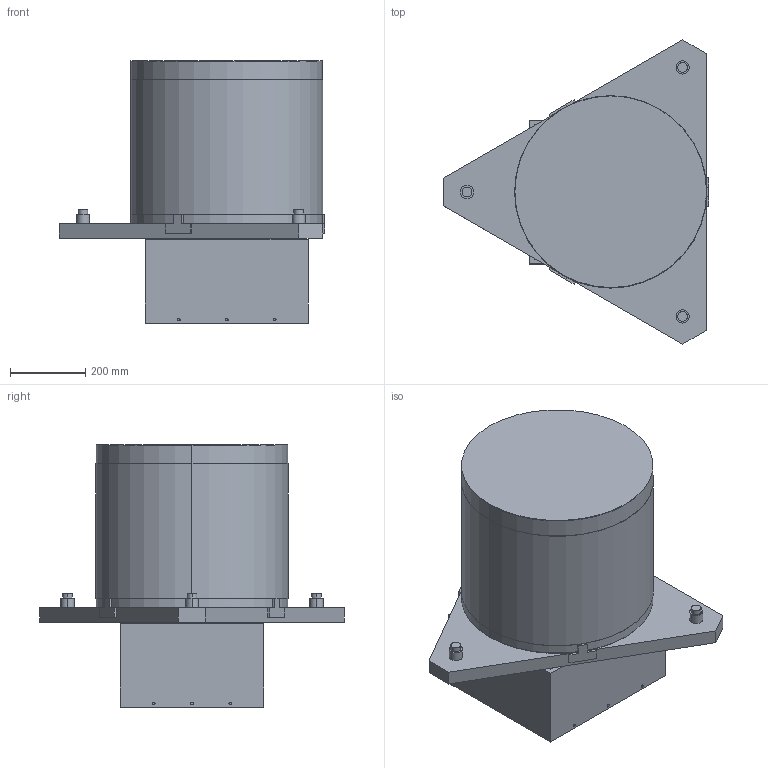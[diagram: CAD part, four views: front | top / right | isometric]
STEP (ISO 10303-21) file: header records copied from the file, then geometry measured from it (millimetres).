
FILE_DESCRIPTION(/* description */ ('STEP AP242','CAx-IF Rec.Pracs.---Representation and Presentation of Product Manufacturing Information (PMI)---4.0---2014-10-13','CAx-IF Rec.Pracs.---3D Tessellated Geometry---0.4---2014-09-14','2;1'),/* implementation_level */ '2;1');
FILE_NAME(/* name */ '66df0794e8380a19d1db6dba',/* time_stamp */ '2024-09-09T14:35:02Z',/* author */ (''),/* organization */ (''),/* preprocessor_version */ 'ST-DEVELOPER v20',/* originating_system */ ' ',/* authorisation */ ' ');
FILE_SCHEMA (('AP242_MANAGED_MODEL_BASED_3D_ENGINEERING_MIM_LF { 1 0 10303 442 1 1 4 }'));
Length unit declared in the file: metre
Products named in the file (29): Core+Rods; safety_block_base; support_pad; mounting_plate; locking_bolt; spindle; bearing_ring; int_in_subassy_plate; steel_invertedT; up_in_subassy_plate; clamp; belly_band_bolt; sub_assy_cover_plate; clamp_support; long_align_pin; Fuel Rings <1>; fuel_ring_103; fuel_ring_104; fuel_ring_101; fuel_ring_105; fuel_ring_106; fuel_ring_102; steel_bottom_cont_shield; spindle_nut; belly_band; plastic_cont_shield; safety_block; core_cover; steel screen
Assembly tree (40 placements, depth 3):
  Core+Rods
    safety_block_base
    support_pad  x3
    mounting_plate
    locking_bolt  x3
    spindle
    bearing_ring
    int_in_subassy_plate
    steel_invertedT  x3
    up_in_subassy_plate
    clamp  x3
    belly_band_bolt  x3
    sub_assy_cover_plate
    clamp_support  x3
    long_align_pin
    Fuel Rings <1>
      fuel_ring_103
      fuel_ring_104
      fuel_ring_101
      fuel_ring_105
      fuel_ring_106
      fuel_ring_102
    steel_bottom_cont_shield
    spindle_nut
    belly_band
    plastic_cont_shield
    safety_block
    core_cover
    steel screen
Bounding box: 704.85 x 806.56 x 695.42 mm (x, y, z)
Volume: 28137770 mm3; surface area: 5782092 mm2
Topology: 39 solids, 39 shells, 818 faces, 2105 edges, 1389 vertices
Faces by surface type: bspline 818
Entity records: 22033 total; most frequent: CARTESIAN_POINT 7583, ORIENTED_EDGE 3346, DIRECTION 2257, EDGE_CURVE 1673, VERTEX_POINT 1119, AXIS2_PLACEMENT_3D 895, CIRCLE 850, EDGE_LOOP 836
